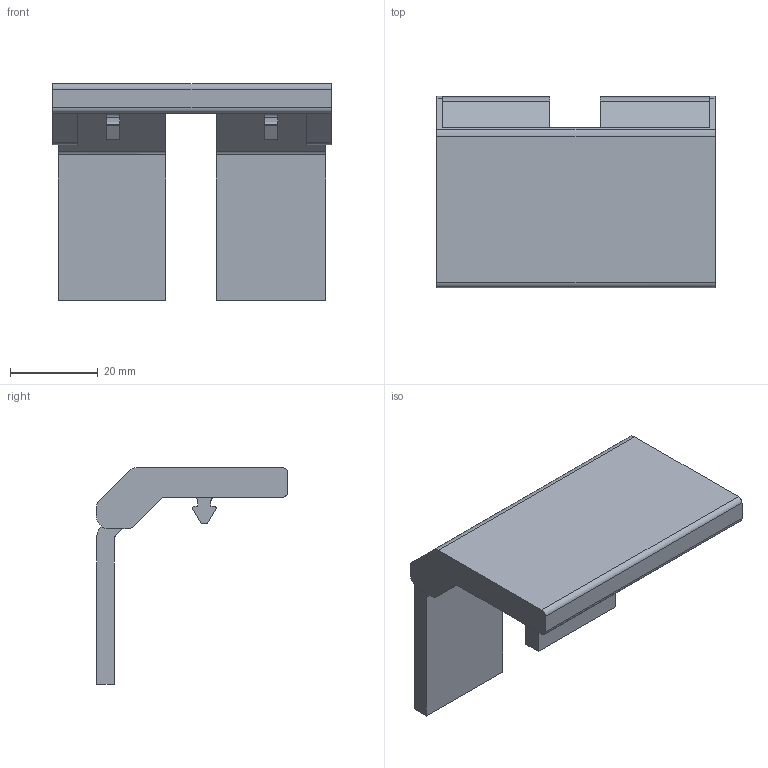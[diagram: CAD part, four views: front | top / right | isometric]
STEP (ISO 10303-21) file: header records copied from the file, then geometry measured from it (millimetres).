
FILE_DESCRIPTION(('CATIA V5 STEP Exchange','CAx-IF Rec.Pracs.--- Model Styling and Organization---1.4--- 2014-01-23'),'2;1');
FILE_NAME ('022159-2_0_1802790000_1802790000_S.stp','2021-06-25T07:50:41+00:00',('none'),('Weidmueller'),'CATIA Version 5-6 Release 2016 SP3 HF44','CATIA V5 STEP AP214','none');
FILE_SCHEMA(('AUTOMOTIVE_DESIGN { 1 0 10303 214 1 1 1 1 }'));
Length unit declared in the file: millimetre
Products named in the file (1): Standard
Bounding box: 63.3 x 43.6 x 49.3 mm (x, y, z)
Volume: 23000.1 mm3; surface area: 12123.8 mm2
Topology: 1 solids, 1 shells, 79 faces, 219 edges, 144 vertices
Faces by surface type: plane 52, cylinder 27
Entity records: 2666 total; most frequent: CARTESIAN_POINT 535, ORIENTED_EDGE 438, DIRECTION 371, EDGE_CURVE 219, VECTOR 165, LINE 165, VERTEX_POINT 144, AXIS2_PLACEMENT_3D 127
